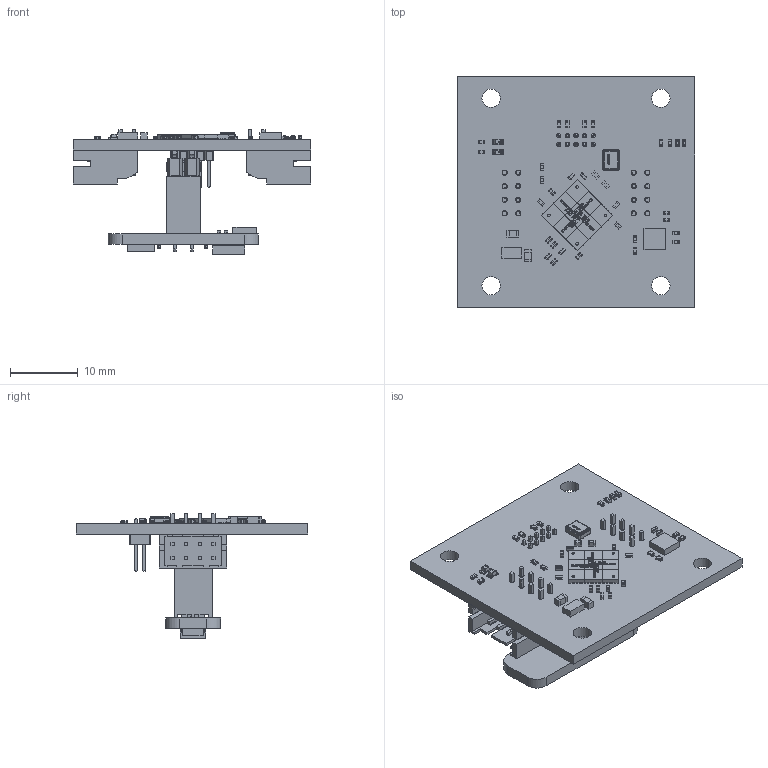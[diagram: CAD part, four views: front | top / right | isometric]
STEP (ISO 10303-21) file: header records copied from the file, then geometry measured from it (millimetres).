
FILE_DESCRIPTION(('Open CASCADE Model'),'2;1');
FILE_NAME('Open CASCADE Shape Model','2017-06-16T11:38:34',('Author'),( 'Open CASCADE'),'Open CASCADE STEP processor 6.8','Open CASCADE 6.8' ,'Unknown');
FILE_SCHEMA(('AUTOMOTIVE_DESIGN { 1 0 10303 214 1 1 1 1 }'));
Length unit declared in the file: millimetre
Products named in the file (73): PCB; Board; X101; TSM-102-01-T-DV; _TSM-102-01-DV_body; _T-1S6-16(-01-2-DV); mic_pcb_with_socket; R114; RESC1005X40; R113; R112; R108; R100; C112; CAPC1005X55; R111; R110; R116; R115; LD101; LEDC1608X80N_RED; LD100; C114; C113; C109; C108; C107; C106; C103; R106; R101; R103; R102; C102; C104; C105; C100; 783905168; Extruded; 783905032 ...
Assembly tree (111 placements, depth 4):
  PCB
    Board
    X101
      TSM-102-01-T-DV
        _TSM-102-01-DV_body
        _T-1S6-16(-01-2-DV)
      mic_pcb_with_socket
    R114
      RESC1005X40
    R113
      RESC1005X40
    R112
      RESC1005X40
    R108
      RESC1005X40
    R100
      RESC1005X40
    C112
      CAPC1005X55
    R111
      RESC1005X40
    R110
      RESC1005X40
    R116
      RESC1005X40
    R115
      RESC1005X40
    LD101
      LEDC1608X80N_RED
    LD100
      LEDC1608X80N_RED
    C114
      CAPC1005X55
    C113
      CAPC1005X55
    C109
      CAPC1005X55
    C108
      CAPC1005X55
    C107
      CAPC1005X55
    C106
      CAPC1005X55
    C103
      CAPC1005X55
    R106
      RESC1005X40
    R101
      RESC1005X40
    R103
      RESC1005X40
    R102
      RESC1005X40
    C102
      CAPC1005X55
    C104
      CAPC1005X55
    C105
      CAPC1005X55
    C100
Bounding box: 35 x 34.1 x 18.35 mm (x, y, z)
Volume: 2665.7 mm3; surface area: 5785.4 mm2
Topology: 183 solids, 247 shells, 5091 faces, 13401 edges, 8738 vertices
Faces by surface type: plane 3760, cylinder 868, bspline 299, sphere 160, torus 4
Full cylindrical faces by diameter (mm): 0.5 x1, 0.65 x10, 0.762 x16, 1.1 x4, 2.7 x4
Entity records: 68233 total; most frequent: CARTESIAN_POINT 15857, ORIENTED_EDGE 9514, DIRECTION 9047, EDGE_CURVE 4925, LINE 4095, VECTOR 4095, VERTEX_POINT 3294, AXIS2_PLACEMENT_3D 2476
